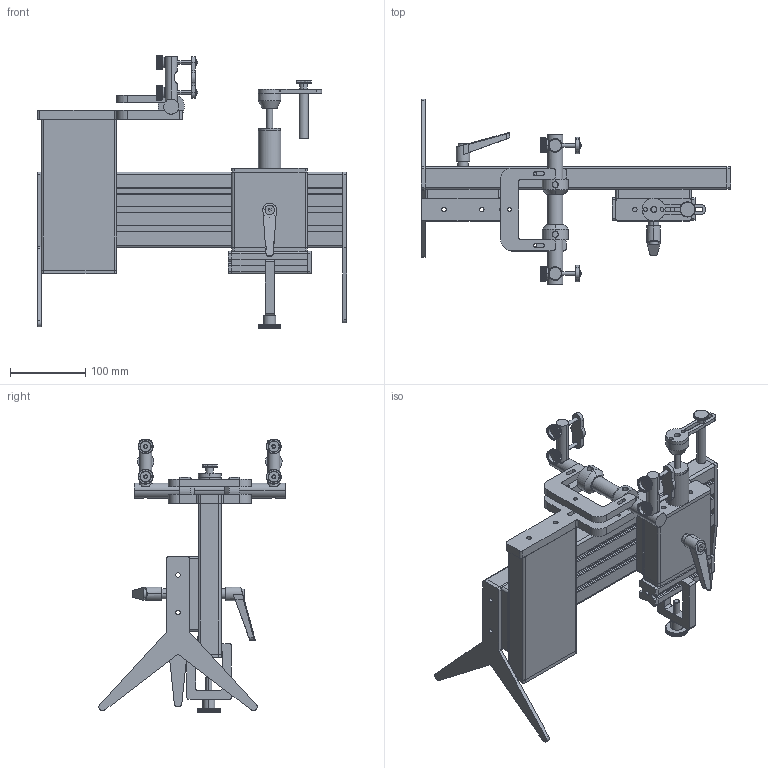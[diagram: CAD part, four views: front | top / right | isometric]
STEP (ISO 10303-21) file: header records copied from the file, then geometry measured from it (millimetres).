
FILE_DESCRIPTION(/* description */ (''),/* implementation_level */ '2;1');
FILE_NAME(/* name */ 'StemFixture3D',/* time_stamp */ '2023-04-27T20:45:19+03:00',/* author */ (''),/* organization */ (''),/* preprocessor_version */ 'ST-DEVELOPER v16.5',/* originating_system */ 'Rhino 7.28',/* authorisation */ '');
FILE_SCHEMA (('CONFIG_CONTROL_DESIGN'));
Products named in the file (1): Document
Bounding box: 410 x 247 x 363.39 mm (x, y, z)
Volume: 1654695.2 mm3; surface area: 894759.8 mm2
Topology: 40 solids, 40 shells, 3108 faces, 7650 edges, 4643 vertices
Faces by surface type: plane 1580, cylinder 800, bspline 728
Entity records: 82683 total; most frequent: CARTESIAN_POINT 35429, ORIENTED_EDGE 15284, EDGE_CURVE 7642, VERTEX_POINT 4640, EDGE_LOOP 3326, ADVANCED_FACE 3108, FACE_OUTER_BOUND 3108, B_SPLINE_CURVE_WITH_KNOTS 2615
